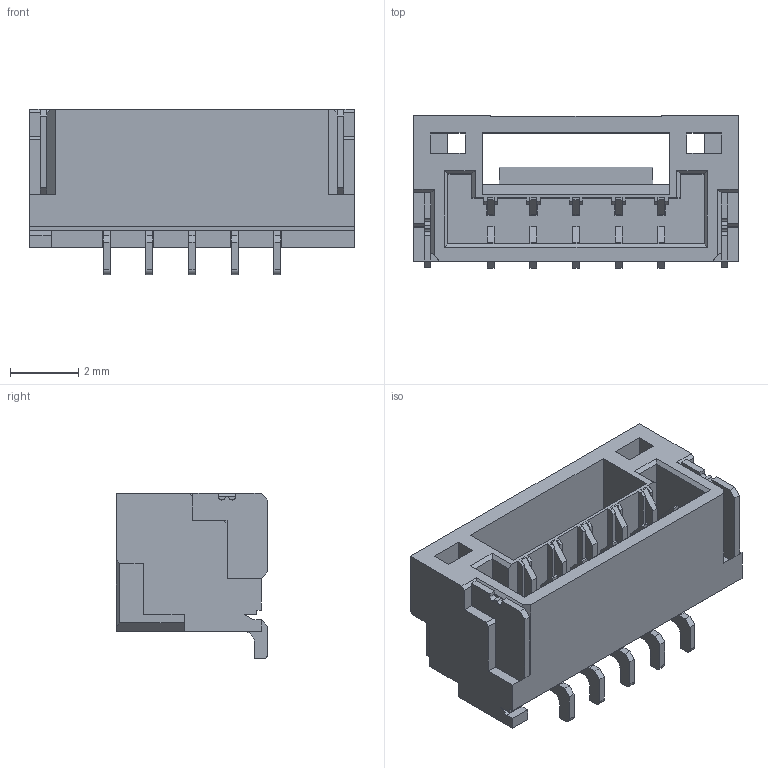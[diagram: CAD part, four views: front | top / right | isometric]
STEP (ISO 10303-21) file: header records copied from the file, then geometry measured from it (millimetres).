
FILE_DESCRIPTION (( 'STEP AP214' ), '1' );
FILE_NAME ('SM05B-GHS-TB(LF)(SN).STEP', '2021-08-30T07:03:44', ( '' ), ( '' ), 'SwSTEP 2.0', 'SolidWorks 2018', '' );
FILE_SCHEMA (( 'AUTOMOTIVE_DESIGN' ));
Length unit declared in the file: millimetre
Products named in the file (2): SM05B-GHS-TB(LF)(SN)
Bounding box: 9.5 x 4.45 x 4.85 mm (x, y, z)
Volume: 83.9 mm3; surface area: 426.3 mm2
Topology: 8 solids, 8 shells, 305 faces, 881 edges, 584 vertices
Faces by surface type: plane 287, cylinder 18
Entity records: 11405 total; most frequent: CARTESIAN_POINT 1772, ORIENTED_EDGE 1762, DIRECTION 1531, EDGE_CURVE 881, VECTOR 845, LINE 845, VERTEX_POINT 584, AXIS2_PLACEMENT_3D 343
